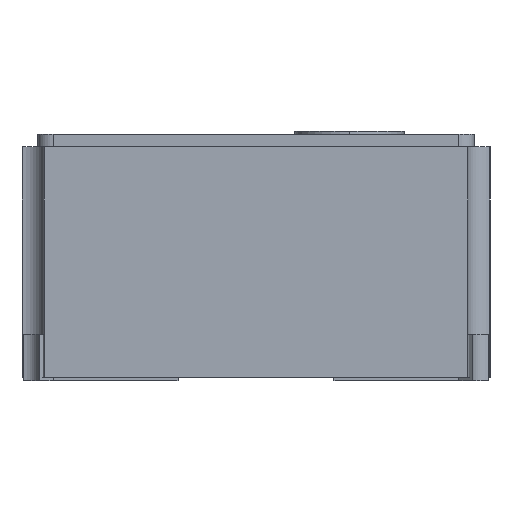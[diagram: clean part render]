
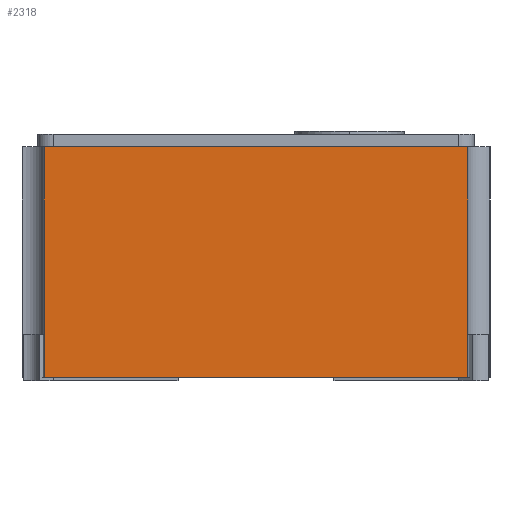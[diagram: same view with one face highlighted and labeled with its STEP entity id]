
A CAD part, left-side view. The second image highlights one B-rep face of the part: STEP entity #2318.
In plain terms, the highlighted planar face has unit normal (-1, 0, 0).
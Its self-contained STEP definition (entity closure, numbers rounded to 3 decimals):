
#2318 = ADVANCED_FACE('',(#2319),#2333,.F.);
#2319 = FACE_BOUND('',#2320,.F.);
#2320 = EDGE_LOOP('',(#2321,#2356,#2382,#2410));
#2321 = ORIENTED_EDGE('',*,*,#2322,.F.);
#2322 = EDGE_CURVE('',#2323,#2325,#2327,.T.);
#2323 = VERTEX_POINT('',#2324);
#2324 = CARTESIAN_POINT('',(-1.6,-0.679,0.75));
#2325 = VERTEX_POINT('',#2326);
#2326 = CARTESIAN_POINT('',(-1.6,0.679,0.75));
#2327 = SURFACE_CURVE('',#2328,(#2332,#2344),.PCURVE_S1.);
#2328 = LINE('',#2329,#2330);
#2329 = CARTESIAN_POINT('',(-1.6,-0.75,0.75));
#2330 = VECTOR('',#2331,1.);
#2331 = DIRECTION('',(0.,1.,0.));
#2332 = PCURVE('',#2333,#2338);
#2333 = PLANE('',#2334);
#2334 = AXIS2_PLACEMENT_3D('',#2335,#2336,#2337);
#2335 = CARTESIAN_POINT('',(-1.6,-0.75,0.01));
#2336 = DIRECTION('',(1.,0.,0.));
#2337 = DIRECTION('',(0.,0.,1.));
#2338 = DEFINITIONAL_REPRESENTATION('',(#2339),#2343);
#2339 = LINE('',#2340,#2341);
#2340 = CARTESIAN_POINT('',(0.74,0.));
#2341 = VECTOR('',#2342,1.);
#2342 = DIRECTION('',(0.,-1.));
#2343 = ( GEOMETRIC_REPRESENTATION_CONTEXT(2) 
PARAMETRIC_REPRESENTATION_CONTEXT() REPRESENTATION_CONTEXT('2D SPACE',''
  ) );
#2344 = PCURVE('',#2345,#2350);
#2345 = PLANE('',#2346);
#2346 = AXIS2_PLACEMENT_3D('',#2347,#2348,#2349);
#2347 = CARTESIAN_POINT('',(-1.6,-0.75,0.75));
#2348 = DIRECTION('',(0.,0.,1.));
#2349 = DIRECTION('',(1.,0.,0.));
#2350 = DEFINITIONAL_REPRESENTATION('',(#2351),#2355);
#2351 = LINE('',#2352,#2353);
#2352 = CARTESIAN_POINT('',(0.,0.));
#2353 = VECTOR('',#2354,1.);
#2354 = DIRECTION('',(0.,1.));
#2355 = ( GEOMETRIC_REPRESENTATION_CONTEXT(2) 
PARAMETRIC_REPRESENTATION_CONTEXT() REPRESENTATION_CONTEXT('2D SPACE',''
  ) );
#2356 = ORIENTED_EDGE('',*,*,#2357,.T.);
#2357 = EDGE_CURVE('',#2323,#2358,#2360,.T.);
#2358 = VERTEX_POINT('',#2359);
#2359 = CARTESIAN_POINT('',(-1.6,-0.679,0.01));
#2360 = SURFACE_CURVE('',#2361,(#2365,#2371),.PCURVE_S1.);
#2361 = LINE('',#2362,#2363);
#2362 = CARTESIAN_POINT('',(-1.6,-0.679,0.));
#2363 = VECTOR('',#2364,1.);
#2364 = DIRECTION('',(-0.,-0.,-1.));
#2365 = PCURVE('',#2333,#2366);
#2366 = DEFINITIONAL_REPRESENTATION('',(#2367),#2370);
#2367 = B_SPLINE_CURVE_WITH_KNOTS('',1,(#2368,#2369),.UNSPECIFIED.,.F.,
  .F.,(2,2),(-0.824,0.),.PIECEWISE_BEZIER_KNOTS.);
#2368 = CARTESIAN_POINT('',(0.814,-0.071));
#2369 = CARTESIAN_POINT('',(-0.01,-0.071));
#2370 = ( GEOMETRIC_REPRESENTATION_CONTEXT(2) 
PARAMETRIC_REPRESENTATION_CONTEXT() REPRESENTATION_CONTEXT('2D SPACE',''
  ) );
#2371 = PCURVE('',#2372,#2377);
#2372 = CYLINDRICAL_SURFACE('',#2373,0.071);
#2373 = AXIS2_PLACEMENT_3D('',#2374,#2375,#2376);
#2374 = CARTESIAN_POINT('',(-1.6,-0.75,0.));
#2375 = DIRECTION('',(-0.,-0.,-1.));
#2376 = DIRECTION('',(1.,0.,0.));
#2377 = DEFINITIONAL_REPRESENTATION('',(#2378),#2381);
#2378 = B_SPLINE_CURVE_WITH_KNOTS('',1,(#2379,#2380),.UNSPECIFIED.,.F.,
  .F.,(2,2),(-0.824,0.),.PIECEWISE_BEZIER_KNOTS.);
#2379 = CARTESIAN_POINT('',(-7.854,-0.824));
#2380 = CARTESIAN_POINT('',(-7.854,0.));
#2381 = ( GEOMETRIC_REPRESENTATION_CONTEXT(2) 
PARAMETRIC_REPRESENTATION_CONTEXT() REPRESENTATION_CONTEXT('2D SPACE',''
  ) );
#2382 = ORIENTED_EDGE('',*,*,#2383,.T.);
#2383 = EDGE_CURVE('',#2358,#2384,#2386,.T.);
#2384 = VERTEX_POINT('',#2385);
#2385 = CARTESIAN_POINT('',(-1.6,0.679,0.01));
#2386 = SURFACE_CURVE('',#2387,(#2391,#2398),.PCURVE_S1.);
#2387 = LINE('',#2388,#2389);
#2388 = CARTESIAN_POINT('',(-1.6,-0.75,0.01));
#2389 = VECTOR('',#2390,1.);
#2390 = DIRECTION('',(0.,1.,0.));
#2391 = PCURVE('',#2333,#2392);
#2392 = DEFINITIONAL_REPRESENTATION('',(#2393),#2397);
#2393 = LINE('',#2394,#2395);
#2394 = CARTESIAN_POINT('',(0.,0.));
#2395 = VECTOR('',#2396,1.);
#2396 = DIRECTION('',(0.,-1.));
#2397 = ( GEOMETRIC_REPRESENTATION_CONTEXT(2) 
PARAMETRIC_REPRESENTATION_CONTEXT() REPRESENTATION_CONTEXT('2D SPACE',''
  ) );
#2398 = PCURVE('',#2399,#2404);
#2399 = PLANE('',#2400);
#2400 = AXIS2_PLACEMENT_3D('',#2401,#2402,#2403);
#2401 = CARTESIAN_POINT('',(-1.6,-0.75,0.01));
#2402 = DIRECTION('',(0.,0.,1.));
#2403 = DIRECTION('',(1.,0.,0.));
#2404 = DEFINITIONAL_REPRESENTATION('',(#2405),#2409);
#2405 = LINE('',#2406,#2407);
#2406 = CARTESIAN_POINT('',(0.,0.));
#2407 = VECTOR('',#2408,1.);
#2408 = DIRECTION('',(0.,1.));
#2409 = ( GEOMETRIC_REPRESENTATION_CONTEXT(2) 
PARAMETRIC_REPRESENTATION_CONTEXT() REPRESENTATION_CONTEXT('2D SPACE',''
  ) );
#2410 = ORIENTED_EDGE('',*,*,#2411,.F.);
#2411 = EDGE_CURVE('',#2325,#2384,#2412,.T.);
#2412 = SURFACE_CURVE('',#2413,(#2417,#2423),.PCURVE_S1.);
#2413 = LINE('',#2414,#2415);
#2414 = CARTESIAN_POINT('',(-1.6,0.679,0.));
#2415 = VECTOR('',#2416,1.);
#2416 = DIRECTION('',(-0.,-0.,-1.));
#2417 = PCURVE('',#2333,#2418);
#2418 = DEFINITIONAL_REPRESENTATION('',(#2419),#2422);
#2419 = B_SPLINE_CURVE_WITH_KNOTS('',1,(#2420,#2421),.UNSPECIFIED.,.F.,
  .F.,(2,2),(-0.824,0.),.PIECEWISE_BEZIER_KNOTS.);
#2420 = CARTESIAN_POINT('',(0.814,-1.429));
#2421 = CARTESIAN_POINT('',(-0.01,-1.429));
#2422 = ( GEOMETRIC_REPRESENTATION_CONTEXT(2) 
PARAMETRIC_REPRESENTATION_CONTEXT() REPRESENTATION_CONTEXT('2D SPACE',''
  ) );
#2423 = PCURVE('',#2424,#2429);
#2424 = CYLINDRICAL_SURFACE('',#2425,0.071);
#2425 = AXIS2_PLACEMENT_3D('',#2426,#2427,#2428);
#2426 = CARTESIAN_POINT('',(-1.6,0.75,0.));
#2427 = DIRECTION('',(-0.,-0.,-1.));
#2428 = DIRECTION('',(1.,0.,0.));
#2429 = DEFINITIONAL_REPRESENTATION('',(#2430),#2433);
#2430 = B_SPLINE_CURVE_WITH_KNOTS('',1,(#2431,#2432),.UNSPECIFIED.,.F.,
  .F.,(2,2),(-0.824,0.),.PIECEWISE_BEZIER_KNOTS.);
#2431 = CARTESIAN_POINT('',(-4.712,-0.824));
#2432 = CARTESIAN_POINT('',(-4.712,0.));
#2433 = ( GEOMETRIC_REPRESENTATION_CONTEXT(2) 
PARAMETRIC_REPRESENTATION_CONTEXT() REPRESENTATION_CONTEXT('2D SPACE',''
  ) );
